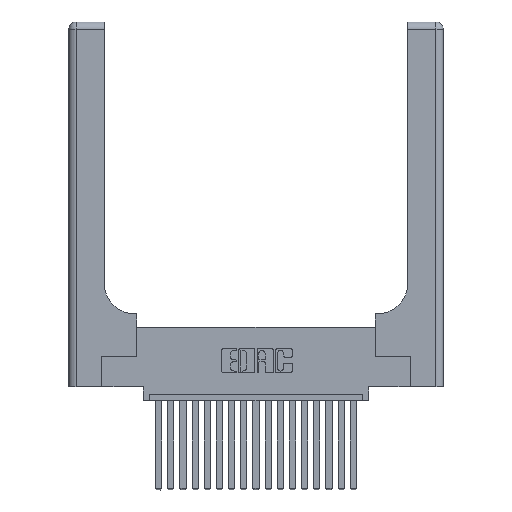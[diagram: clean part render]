
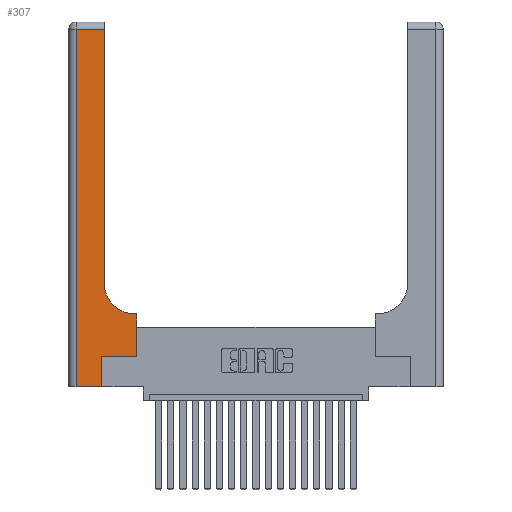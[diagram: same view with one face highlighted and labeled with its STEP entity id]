
A CAD part, top view. The second image highlights one B-rep face of the part: STEP entity #307.
In plain terms, the highlighted planar face has unit normal (0, 0, 1).
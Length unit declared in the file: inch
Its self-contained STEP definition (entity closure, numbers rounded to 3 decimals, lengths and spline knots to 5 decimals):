
#307 = ADVANCED_FACE ( 'NONE', ( #13255 ), #921, .F. ) ;
#425 = VERTEX_POINT ( 'NONE', #19485 ) ;
#481 = VECTOR ( 'NONE', #8325, 39.37008 ) ;
#921 = PLANE ( 'NONE',  #7044 ) ;
#1027 = VECTOR ( 'NONE', #2077, 39.37008 ) ;
#1086 = VERTEX_POINT ( 'NONE', #7055 ) ;
#1412 = EDGE_CURVE ( 'NONE', #1086, #12116, #7806, .T. ) ;
#1682 = CARTESIAN_POINT ( 'NONE',  ( 0.2915, 3., 0.37 ) ) ;
#2077 = DIRECTION ( 'NONE',  ( -1., 0., 0. ) ) ;
#2613 = CARTESIAN_POINT ( 'NONE',  ( 0.2915, 0.85, 0.37 ) ) ;
#3069 = CARTESIAN_POINT ( 'NONE',  ( 0.06, 2.94, 0.37 ) ) ;
#3335 = VERTEX_POINT ( 'NONE', #8233 ) ;
#3593 = CARTESIAN_POINT ( 'NONE',  ( 0.5585, 0.6, 0.37 ) ) ;
#3623 = VERTEX_POINT ( 'NONE', #9203 ) ;
#5103 = EDGE_CURVE ( 'NONE', #3623, #6722, #21175, .T. ) ;
#5241 = ORIENTED_EDGE ( 'NONE', *, *, #8010, .T. ) ;
#5438 = EDGE_LOOP ( 'NONE', ( #10914, #17829, #8819, #12143, #20243, #13249, #18163, #20596, #5241 ) ) ;
#6040 = VECTOR ( 'NONE', #7193, 39.37008 ) ;
#6515 = VECTOR ( 'NONE', #17102, 39.37008 ) ;
#6722 = VERTEX_POINT ( 'NONE', #3593 ) ;
#7044 = AXIS2_PLACEMENT_3D ( 'NONE', #14044, #7653, #17550 ) ;
#7055 = CARTESIAN_POINT ( 'NONE',  ( 0.2915, 2.94, 0.37 ) ) ;
#7193 = DIRECTION ( 'NONE',  ( 1., 0., 0. ) ) ;
#7629 = DIRECTION ( 'NONE',  ( 0., -1., 0. ) ) ;
#7649 = EDGE_CURVE ( 'NONE', #6722, #20430, #13336, .T. ) ;
#7653 = DIRECTION ( 'NONE',  ( 0., 0., -1. ) ) ;
#7806 = LINE ( 'NONE', #20521, #21177 ) ;
#7964 = VECTOR ( 'NONE', #18237, 39.37008 ) ;
#8010 = EDGE_CURVE ( 'NONE', #20430, #15655, #19479, .T. ) ;
#8224 = LINE ( 'NONE', #14099, #19272 ) ;
#8233 = CARTESIAN_POINT ( 'NONE',  ( 0.06, 0., 0.37 ) ) ;
#8325 = DIRECTION ( 'NONE',  ( 1., 0., 0. ) ) ;
#8559 = EDGE_CURVE ( 'NONE', #18483, #425, #17120, .T. ) ;
#8763 = CARTESIAN_POINT ( 'NONE',  ( 0.269, 0.25, 0.37 ) ) ;
#8819 = ORIENTED_EDGE ( 'NONE', *, *, #13672, .T. ) ;
#9203 = CARTESIAN_POINT ( 'NONE',  ( 0.5585, 0.25, 0.37 ) ) ;
#10526 = CARTESIAN_POINT ( 'NONE',  ( 0.5585, 0.25, 0.37 ) ) ;
#10914 = ORIENTED_EDGE ( 'NONE', *, *, #14033, .T. ) ;
#10992 = EDGE_CURVE ( 'NONE', #425, #3623, #13465, .T. ) ;
#12027 = VECTOR ( 'NONE', #17134, 39.37008 ) ;
#12048 = DIRECTION ( 'NONE',  ( -1., 0., 0. ) ) ;
#12116 = VERTEX_POINT ( 'NONE', #3069 ) ;
#12143 = ORIENTED_EDGE ( 'NONE', *, *, #14667, .T. ) ;
#12344 = LINE ( 'NONE', #1682, #7964 ) ;
#13249 = ORIENTED_EDGE ( 'NONE', *, *, #10992, .T. ) ;
#13255 = FACE_OUTER_BOUND ( 'NONE', #5438, .T. ) ;
#13336 = LINE ( 'NONE', #20322, #1027 ) ;
#13465 = LINE ( 'NONE', #8763, #6040 ) ;
#13672 = EDGE_CURVE ( 'NONE', #12116, #3335, #8224, .T. ) ;
#13978 = CARTESIAN_POINT ( 'NONE',  ( 0.269, 0., 0.37 ) ) ;
#14033 = EDGE_CURVE ( 'NONE', #15655, #1086, #12344, .T. ) ;
#14044 = CARTESIAN_POINT ( 'NONE',  ( 0., 3., 0.37 ) ) ;
#14099 = CARTESIAN_POINT ( 'NONE',  ( 0.06, 3., 0.37 ) ) ;
#14667 = EDGE_CURVE ( 'NONE', #3335, #18483, #15600, .T. ) ;
#15145 = CARTESIAN_POINT ( 'NONE',  ( 0.269, 0., 0.37 ) ) ;
#15600 = LINE ( 'NONE', #19942, #481 ) ;
#15655 = VERTEX_POINT ( 'NONE', #2613 ) ;
#16863 = DIRECTION ( 'NONE',  ( 0., 0., -1. ) ) ;
#16940 = CARTESIAN_POINT ( 'NONE',  ( 0.5415, 0.85, 0.37 ) ) ;
#17019 = CARTESIAN_POINT ( 'NONE',  ( 0.5415, 0.6, 0.37 ) ) ;
#17102 = DIRECTION ( 'NONE',  ( 0., 1., 0. ) ) ;
#17120 = LINE ( 'NONE', #13978, #12027 ) ;
#17134 = DIRECTION ( 'NONE',  ( 0., 1., 0. ) ) ;
#17550 = DIRECTION ( 'NONE',  ( -1., 0., 0. ) ) ;
#17829 = ORIENTED_EDGE ( 'NONE', *, *, #1412, .T. ) ;
#18163 = ORIENTED_EDGE ( 'NONE', *, *, #5103, .T. ) ;
#18237 = DIRECTION ( 'NONE',  ( 0., 1., 0. ) ) ;
#18413 = AXIS2_PLACEMENT_3D ( 'NONE', #16940, #16863, #20046 ) ;
#18483 = VERTEX_POINT ( 'NONE', #15145 ) ;
#19272 = VECTOR ( 'NONE', #7629, 39.37008 ) ;
#19479 = CIRCLE ( 'NONE', #18413, 0.25 ) ;
#19485 = CARTESIAN_POINT ( 'NONE',  ( 0.269, 0.25, 0.37 ) ) ;
#19942 = CARTESIAN_POINT ( 'NONE',  ( 0., 0., 0.37 ) ) ;
#20046 = DIRECTION ( 'NONE',  ( 1., 0., 0. ) ) ;
#20243 = ORIENTED_EDGE ( 'NONE', *, *, #8559, .T. ) ;
#20322 = CARTESIAN_POINT ( 'NONE',  ( 0.2915, 0.6, 0.37 ) ) ;
#20430 = VERTEX_POINT ( 'NONE', #17019 ) ;
#20521 = CARTESIAN_POINT ( 'NONE',  ( 0., 2.94, 0.37 ) ) ;
#20596 = ORIENTED_EDGE ( 'NONE', *, *, #7649, .T. ) ;
#21175 = LINE ( 'NONE', #10526, #6515 ) ;
#21177 = VECTOR ( 'NONE', #12048, 39.37008 ) ;
